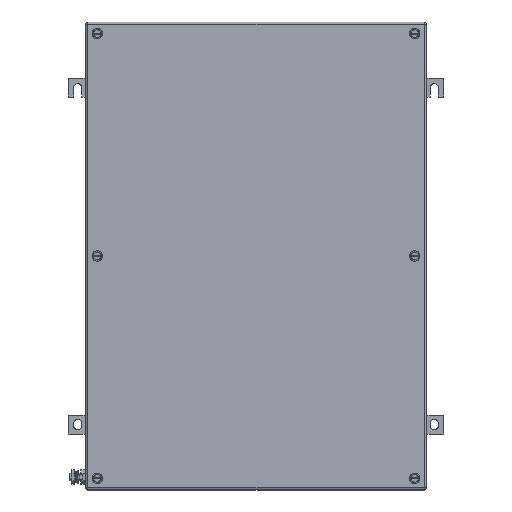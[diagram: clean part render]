
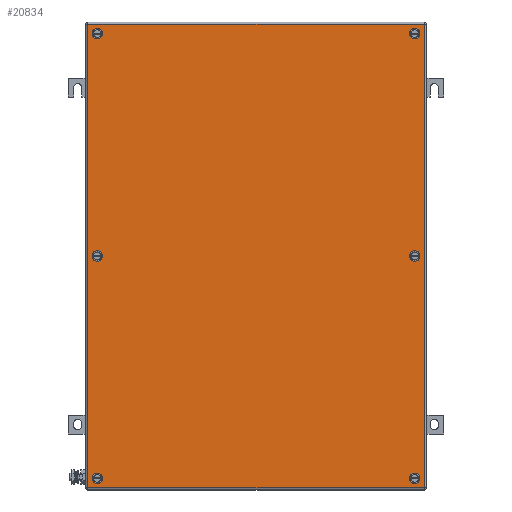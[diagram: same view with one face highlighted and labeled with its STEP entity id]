
A CAD part, top view. The second image highlights one B-rep face of the part: STEP entity #20834.
In plain terms, the highlighted planar face has unit normal (0, 0, 1).
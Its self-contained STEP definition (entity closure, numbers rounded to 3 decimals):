
#20672=AXIS2_PLACEMENT_3D('Circle Axis2P3D',#20670,#20671,$) ;
#20699=AXIS2_PLACEMENT_3D('Plane Axis2P3D',#20696,#20697,#20698) ;
#20737=AXIS2_PLACEMENT_3D('Circle Axis2P3D',#20735,#20736,$) ;
#20746=AXIS2_PLACEMENT_3D('Circle Axis2P3D',#20744,#20745,$) ;
#20755=AXIS2_PLACEMENT_3D('Circle Axis2P3D',#20753,#20754,$) ;
#20764=AXIS2_PLACEMENT_3D('Circle Axis2P3D',#20762,#20763,$) ;
#20773=AXIS2_PLACEMENT_3D('Circle Axis2P3D',#20771,#20772,$) ;
#20782=AXIS2_PLACEMENT_3D('Circle Axis2P3D',#20780,#20781,$) ;
#20791=AXIS2_PLACEMENT_3D('Circle Axis2P3D',#20789,#20790,$) ;
#20800=AXIS2_PLACEMENT_3D('Circle Axis2P3D',#20798,#20799,$) ;
#20809=AXIS2_PLACEMENT_3D('Circle Axis2P3D',#20807,#20808,$) ;
#20818=AXIS2_PLACEMENT_3D('Circle Axis2P3D',#20816,#20817,$) ;
#20827=AXIS2_PLACEMENT_3D('Circle Axis2P3D',#20825,#20826,$) ;
#20667=CARTESIAN_POINT('Vertex',(41.5,312.5,153.5)) ;
#20670=CARTESIAN_POINT('Axis2P3D Location',(38.,312.5,153.5)) ;
#20674=CARTESIAN_POINT('Vertex',(34.5,312.5,153.5)) ;
#20696=CARTESIAN_POINT('Axis2P3D Location',(250.5,312.5,153.5)) ;
#20701=CARTESIAN_POINT('Line Origine',(250.5,622.,153.5)) ;
#20705=CARTESIAN_POINT('Vertex',(475.,622.,153.5)) ;
#20707=CARTESIAN_POINT('Vertex',(26.,622.,153.5)) ;
#20710=CARTESIAN_POINT('Line Origine',(26.,312.5,153.5)) ;
#20714=CARTESIAN_POINT('Vertex',(26.,3.,153.5)) ;
#20717=CARTESIAN_POINT('Line Origine',(250.5,3.,153.5)) ;
#20721=CARTESIAN_POINT('Vertex',(475.,3.,153.5)) ;
#20724=CARTESIAN_POINT('Line Origine',(475.,312.5,153.5)) ;
#20735=CARTESIAN_POINT('Axis2P3D Location',(38.,312.5,153.5)) ;
#20744=CARTESIAN_POINT('Axis2P3D Location',(463.,312.5,153.5)) ;
#20748=CARTESIAN_POINT('Vertex',(466.5,312.5,153.5)) ;
#20750=CARTESIAN_POINT('Vertex',(459.5,312.5,153.5)) ;
#20753=CARTESIAN_POINT('Axis2P3D Location',(463.,312.5,153.5)) ;
#20762=CARTESIAN_POINT('Axis2P3D Location',(38.,610.,153.5)) ;
#20766=CARTESIAN_POINT('Vertex',(34.5,610.,153.5)) ;
#20768=CARTESIAN_POINT('Vertex',(41.5,610.,153.5)) ;
#20771=CARTESIAN_POINT('Axis2P3D Location',(38.,610.,153.5)) ;
#20780=CARTESIAN_POINT('Axis2P3D Location',(38.,15.,153.5)) ;
#20784=CARTESIAN_POINT('Vertex',(34.5,15.,153.5)) ;
#20786=CARTESIAN_POINT('Vertex',(41.5,15.,153.5)) ;
#20789=CARTESIAN_POINT('Axis2P3D Location',(38.,15.,153.5)) ;
#20798=CARTESIAN_POINT('Axis2P3D Location',(463.,15.,153.5)) ;
#20802=CARTESIAN_POINT('Vertex',(466.5,15.,153.5)) ;
#20804=CARTESIAN_POINT('Vertex',(459.5,15.,153.5)) ;
#20807=CARTESIAN_POINT('Axis2P3D Location',(463.,15.,153.5)) ;
#20816=CARTESIAN_POINT('Axis2P3D Location',(463.,610.,153.5)) ;
#20820=CARTESIAN_POINT('Vertex',(466.5,610.,153.5)) ;
#20822=CARTESIAN_POINT('Vertex',(459.5,610.,153.5)) ;
#20825=CARTESIAN_POINT('Axis2P3D Location',(463.,610.,153.5)) ;
#20671=DIRECTION('Axis2P3D Direction',(0.,0.,1.)) ;
#20697=DIRECTION('Axis2P3D Direction',(0.,0.,1.)) ;
#20698=DIRECTION('Axis2P3D XDirection',(1.,0.,0.)) ;
#20702=DIRECTION('Vector Direction',(1.,0.,0.)) ;
#20711=DIRECTION('Vector Direction',(0.,-1.,0.)) ;
#20718=DIRECTION('Vector Direction',(1.,0.,0.)) ;
#20725=DIRECTION('Vector Direction',(0.,1.,0.)) ;
#20736=DIRECTION('Axis2P3D Direction',(0.,0.,1.)) ;
#20745=DIRECTION('Axis2P3D Direction',(0.,0.,1.)) ;
#20754=DIRECTION('Axis2P3D Direction',(0.,0.,1.)) ;
#20763=DIRECTION('Axis2P3D Direction',(0.,0.,1.)) ;
#20772=DIRECTION('Axis2P3D Direction',(0.,0.,1.)) ;
#20781=DIRECTION('Axis2P3D Direction',(0.,0.,1.)) ;
#20790=DIRECTION('Axis2P3D Direction',(0.,0.,1.)) ;
#20799=DIRECTION('Axis2P3D Direction',(0.,0.,1.)) ;
#20808=DIRECTION('Axis2P3D Direction',(0.,0.,1.)) ;
#20817=DIRECTION('Axis2P3D Direction',(0.,0.,1.)) ;
#20826=DIRECTION('Axis2P3D Direction',(0.,0.,1.)) ;
#20703=VECTOR('Line Direction',#20702,1.) ;
#20712=VECTOR('Line Direction',#20711,1.) ;
#20719=VECTOR('Line Direction',#20718,1.) ;
#20726=VECTOR('Line Direction',#20725,1.) ;
#20730=ORIENTED_EDGE('',*,*,#20709,.T.) ;
#20731=ORIENTED_EDGE('',*,*,#20716,.T.) ;
#20732=ORIENTED_EDGE('',*,*,#20723,.T.) ;
#20733=ORIENTED_EDGE('',*,*,#20728,.T.) ;
#20741=ORIENTED_EDGE('',*,*,#20739,.F.) ;
#20742=ORIENTED_EDGE('',*,*,#20676,.F.) ;
#20759=ORIENTED_EDGE('',*,*,#20752,.F.) ;
#20760=ORIENTED_EDGE('',*,*,#20757,.F.) ;
#20777=ORIENTED_EDGE('',*,*,#20770,.F.) ;
#20778=ORIENTED_EDGE('',*,*,#20775,.F.) ;
#20795=ORIENTED_EDGE('',*,*,#20788,.F.) ;
#20796=ORIENTED_EDGE('',*,*,#20793,.F.) ;
#20813=ORIENTED_EDGE('',*,*,#20806,.F.) ;
#20814=ORIENTED_EDGE('',*,*,#20811,.F.) ;
#20831=ORIENTED_EDGE('',*,*,#20824,.F.) ;
#20832=ORIENTED_EDGE('',*,*,#20829,.F.) ;
#20743=FACE_BOUND('',#20740,.T.) ;
#20761=FACE_BOUND('',#20758,.T.) ;
#20779=FACE_BOUND('',#20776,.T.) ;
#20797=FACE_BOUND('',#20794,.T.) ;
#20815=FACE_BOUND('',#20812,.T.) ;
#20833=FACE_BOUND('',#20830,.T.) ;
#20834=ADVANCED_FACE('ZUB_KTB_FS_624515_0GP_AllCATPart.2\\ZUB_DE_KTB_FS.1\\DE_KTB_MH_PART_MASTER.1\\Koerper.2',(#20734,#20743,#20761,#20779,#20797,#20815,#20833),#20700,.T.) ;
#20673=CIRCLE('generated circle',#20672,3.5) ;
#20738=CIRCLE('generated circle',#20737,3.5) ;
#20747=CIRCLE('generated circle',#20746,3.5) ;
#20756=CIRCLE('generated circle',#20755,3.5) ;
#20765=CIRCLE('generated circle',#20764,3.5) ;
#20774=CIRCLE('generated circle',#20773,3.5) ;
#20783=CIRCLE('generated circle',#20782,3.5) ;
#20792=CIRCLE('generated circle',#20791,3.5) ;
#20801=CIRCLE('generated circle',#20800,3.5) ;
#20810=CIRCLE('generated circle',#20809,3.5) ;
#20819=CIRCLE('generated circle',#20818,3.5) ;
#20828=CIRCLE('generated circle',#20827,3.5) ;
#20676=EDGE_CURVE('',#20668,#20675,#20673,.T.) ;
#20709=EDGE_CURVE('',#20706,#20708,#20704,.F.) ;
#20716=EDGE_CURVE('',#20708,#20715,#20713,.T.) ;
#20723=EDGE_CURVE('',#20715,#20722,#20720,.T.) ;
#20728=EDGE_CURVE('',#20722,#20706,#20727,.T.) ;
#20739=EDGE_CURVE('',#20675,#20668,#20738,.T.) ;
#20752=EDGE_CURVE('',#20749,#20751,#20747,.T.) ;
#20757=EDGE_CURVE('',#20751,#20749,#20756,.T.) ;
#20770=EDGE_CURVE('',#20767,#20769,#20765,.T.) ;
#20775=EDGE_CURVE('',#20769,#20767,#20774,.T.) ;
#20788=EDGE_CURVE('',#20785,#20787,#20783,.T.) ;
#20793=EDGE_CURVE('',#20787,#20785,#20792,.T.) ;
#20806=EDGE_CURVE('',#20803,#20805,#20801,.T.) ;
#20811=EDGE_CURVE('',#20805,#20803,#20810,.T.) ;
#20824=EDGE_CURVE('',#20821,#20823,#20819,.T.) ;
#20829=EDGE_CURVE('',#20823,#20821,#20828,.T.) ;
#20729=EDGE_LOOP('',(#20730,#20731,#20732,#20733)) ;
#20740=EDGE_LOOP('',(#20741,#20742)) ;
#20758=EDGE_LOOP('',(#20759,#20760)) ;
#20776=EDGE_LOOP('',(#20777,#20778)) ;
#20794=EDGE_LOOP('',(#20795,#20796)) ;
#20812=EDGE_LOOP('',(#20813,#20814)) ;
#20830=EDGE_LOOP('',(#20831,#20832)) ;
#20734=FACE_OUTER_BOUND('',#20729,.T.) ;
#20704=LINE('Line',#20701,#20703) ;
#20713=LINE('Line',#20710,#20712) ;
#20720=LINE('Line',#20717,#20719) ;
#20727=LINE('Line',#20724,#20726) ;
#20700=PLANE('',#20699) ;
#20668=VERTEX_POINT('',#20667) ;
#20675=VERTEX_POINT('',#20674) ;
#20706=VERTEX_POINT('',#20705) ;
#20708=VERTEX_POINT('',#20707) ;
#20715=VERTEX_POINT('',#20714) ;
#20722=VERTEX_POINT('',#20721) ;
#20749=VERTEX_POINT('',#20748) ;
#20751=VERTEX_POINT('',#20750) ;
#20767=VERTEX_POINT('',#20766) ;
#20769=VERTEX_POINT('',#20768) ;
#20785=VERTEX_POINT('',#20784) ;
#20787=VERTEX_POINT('',#20786) ;
#20803=VERTEX_POINT('',#20802) ;
#20805=VERTEX_POINT('',#20804) ;
#20821=VERTEX_POINT('',#20820) ;
#20823=VERTEX_POINT('',#20822) ;
